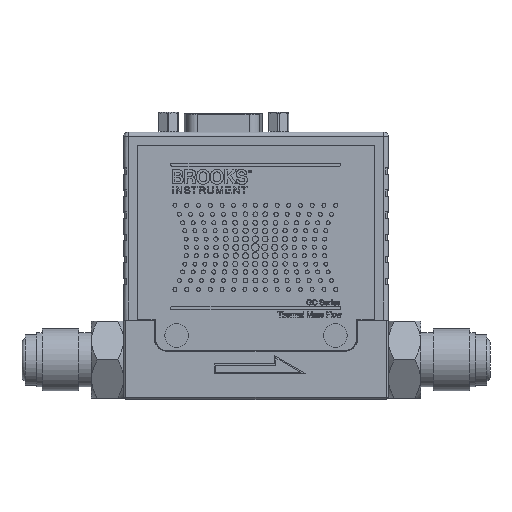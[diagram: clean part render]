
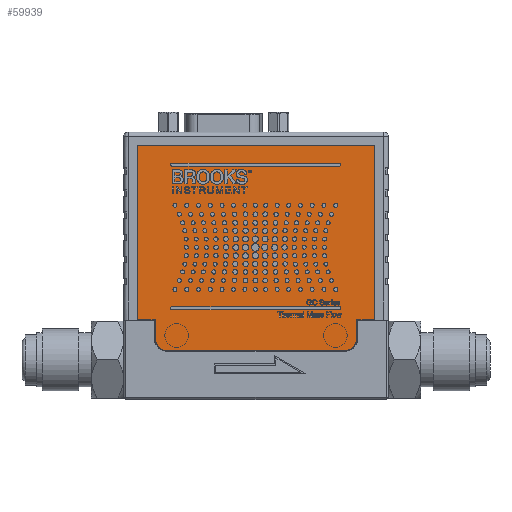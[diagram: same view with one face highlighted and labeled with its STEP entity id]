
A CAD part, top view. The second image highlights one B-rep face of the part: STEP entity #59939.
In plain terms, the highlighted planar face has unit normal (0, 0, 1).
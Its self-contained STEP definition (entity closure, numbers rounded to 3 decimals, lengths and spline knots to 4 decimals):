
#69 = VERTEX_POINT ( 'NONE', #14774 ) ;
#205 = CARTESIAN_POINT ( 'NONE',  ( 0.6596, 0.0882, 0.4961 ) ) ;
#2717 = VECTOR ( 'NONE', #42177, 39.3701 ) ;
#3295 = EDGE_CURVE ( 'NONE', #56648, #33496, #41474, .T. ) ;
#3621 = DIRECTION ( 'NONE',  ( 0., -1., 0. ) ) ;
#4394 = DIRECTION ( 'NONE',  ( -1., 0., 0. ) ) ;
#5592 = DIRECTION ( 'NONE',  ( 1., 0., 0. ) ) ;
#5687 = CARTESIAN_POINT ( 'NONE',  ( -0.9979, 0.079, 0.4961 ) ) ;
#7705 = LINE ( 'NONE', #67637, #72304 ) ;
#8325 = CARTESIAN_POINT ( 'NONE',  ( 0.7023, 0.1952, 0.4961 ) ) ;
#12042 = LINE ( 'NONE', #90219, #47332 ) ;
#12314 = EDGE_CURVE ( 'NONE', #33889, #85104, #67340, .T. ) ;
#12425 = CARTESIAN_POINT ( 'NONE',  ( 0.674, 0.1186, 0.4961 ) ) ;
#12690 = LINE ( 'NONE', #58402, #2717 ) ;
#14715 = ORIENTED_EDGE ( 'NONE', *, *, #12314, .T. ) ;
#14774 = CARTESIAN_POINT ( 'NONE',  ( -1.0965, 0.3569, 0.4961 ) ) ;
#16182 = ORIENTED_EDGE ( 'NONE', *, *, #73639, .T. ) ;
#22586 = EDGE_CURVE ( 'NONE', #47116, #52692, #29957, .T. ) ;
#23967 = ORIENTED_EDGE ( 'NONE', *, *, #3295, .T. ) ;
#24185 = EDGE_CURVE ( 'NONE', #64958, #57527, #52198, .T. ) ;
#24348 = ORIENTED_EDGE ( 'NONE', *, *, #22586, .T. ) ;
#24544 = CARTESIAN_POINT ( 'NONE',  ( 0.7023, 0.1952, 0.4961 ) ) ;
#25479 = LINE ( 'NONE', #34610, #92786 ) ;
#27148 = PLANE ( 'NONE',  #99274 ) ;
#29056 = DIRECTION ( 'NONE',  ( 1., 0., 0. ) ) ;
#29957 = LINE ( 'NONE', #59935, #68843 ) ;
#32456 = VECTOR ( 'NONE', #5592, 39.3701 ) ;
#33496 = VERTEX_POINT ( 'NONE', #5687 ) ;
#33889 = VERTEX_POINT ( 'NONE', #100490 ) ;
#34610 = CARTESIAN_POINT ( 'NONE',  ( -1.0965, 0.1186, 0.4961 ) ) ;
#35524 = CARTESIAN_POINT ( 'NONE',  ( -1.0965, 0.1952, 0.4961 ) ) ;
#36169 = EDGE_CURVE ( 'NONE', #41527, #33889, #12042, .T. ) ;
#37900 = CARTESIAN_POINT ( 'NONE',  ( -1.2557, 0.1186, 0.4961 ) ) ;
#38769 = CARTESIAN_POINT ( 'NONE',  ( 0.862, 1.9156, 0.4961 ) ) ;
#41474 = B_SPLINE_CURVE_WITH_KNOTS ( 'NONE', 3,
 ( #57364, #56860, #63957, #81177 ),
 .UNSPECIFIED., .F., .F.,
 ( 4, 4 ),
 ( 0., 0.0042 ),
 .UNSPECIFIED. ) ;
#41527 = VERTEX_POINT ( 'NONE', #38769 ) ;
#42177 = DIRECTION ( 'NONE',  ( 0., 1., 0. ) ) ;
#42358 = CARTESIAN_POINT ( 'NONE',  ( 0.7023, 0.3569, 0.4961 ) ) ;
#43707 = CARTESIAN_POINT ( 'NONE',  ( 0.674, 0.079, 0.4961 ) ) ;
#46074 = LINE ( 'NONE', #43707, #32456 ) ;
#46886 = CARTESIAN_POINT ( 'NONE',  ( 0.862, 0.1186, 0.4961 ) ) ;
#47116 = VERTEX_POINT ( 'NONE', #42358 ) ;
#47332 = VECTOR ( 'NONE', #4394, 39.3701 ) ;
#47453 = CARTESIAN_POINT ( 'NONE',  ( 0.7023, 0.1367, 0.4961 ) ) ;
#48297 = ORIENTED_EDGE ( 'NONE', *, *, #24185, .T. ) ;
#52198 = B_SPLINE_CURVE_WITH_KNOTS ( 'NONE', 3,
 ( #71289, #205, #47453, #8325 ),
 .UNSPECIFIED., .F., .F.,
 ( 4, 4 ),
 ( 0., 0.0042 ),
 .UNSPECIFIED. ) ;
#52553 = FACE_OUTER_BOUND ( 'NONE', #79589, .T. ) ;
#52692 = VERTEX_POINT ( 'NONE', #64276 ) ;
#54959 = EDGE_CURVE ( 'NONE', #52692, #41527, #98720, .T. ) ;
#56648 = VERTEX_POINT ( 'NONE', #35524 ) ;
#56860 = CARTESIAN_POINT ( 'NONE',  ( -1.0965, 0.1367, 0.4961 ) ) ;
#57364 = CARTESIAN_POINT ( 'NONE',  ( -1.0965, 0.1952, 0.4961 ) ) ;
#57527 = VERTEX_POINT ( 'NONE', #24544 ) ;
#57708 = EDGE_CURVE ( 'NONE', #57527, #47116, #12690, .T. ) ;
#58402 = CARTESIAN_POINT ( 'NONE',  ( 0.7023, 0.1186, 0.4961 ) ) ;
#59056 = VECTOR ( 'NONE', #98346, 39.3701 ) ;
#59935 = CARTESIAN_POINT ( 'NONE',  ( 0.674, 0.3569, 0.4961 ) ) ;
#59939 = ADVANCED_FACE ( 'NONE', ( #52553 ), #27148, .T. ) ;
#61073 = ORIENTED_EDGE ( 'NONE', *, *, #54959, .T. ) ;
#63957 = CARTESIAN_POINT ( 'NONE',  ( -1.0538, 0.0882, 0.4961 ) ) ;
#64276 = CARTESIAN_POINT ( 'NONE',  ( 0.862, 0.3569, 0.4961 ) ) ;
#64958 = VERTEX_POINT ( 'NONE', #65837 ) ;
#65837 = CARTESIAN_POINT ( 'NONE',  ( 0.6037, 0.079, 0.4961 ) ) ;
#66241 = DIRECTION ( 'NONE',  ( 0., 0., 1. ) ) ;
#66552 = DIRECTION ( 'NONE',  ( 1., 0., 0. ) ) ;
#67340 = LINE ( 'NONE', #37900, #59056 ) ;
#67637 = CARTESIAN_POINT ( 'NONE',  ( 0.674, 0.3569, 0.4961 ) ) ;
#68205 = DIRECTION ( 'NONE',  ( 0., 1., 0. ) ) ;
#68843 = VECTOR ( 'NONE', #66552, 39.3701 ) ;
#71289 = CARTESIAN_POINT ( 'NONE',  ( 0.6037, 0.079, 0.4961 ) ) ;
#72304 = VECTOR ( 'NONE', #29056, 39.3701 ) ;
#73639 = EDGE_CURVE ( 'NONE', #85104, #69, #7705, .T. ) ;
#73709 = ORIENTED_EDGE ( 'NONE', *, *, #84015, .T. ) ;
#79589 = EDGE_LOOP ( 'NONE', ( #48297, #96127, #24348, #61073, #90338, #14715, #16182, #73709, #23967, #82452 ) ) ;
#80032 = EDGE_CURVE ( 'NONE', #33496, #64958, #46074, .T. ) ;
#81177 = CARTESIAN_POINT ( 'NONE',  ( -0.9979, 0.079, 0.4961 ) ) ;
#82452 = ORIENTED_EDGE ( 'NONE', *, *, #80032, .T. ) ;
#82987 = DIRECTION ( 'NONE',  ( 1., 0., 0. ) ) ;
#84015 = EDGE_CURVE ( 'NONE', #69, #56648, #25479, .T. ) ;
#85104 = VERTEX_POINT ( 'NONE', #93970 ) ;
#90219 = CARTESIAN_POINT ( 'NONE',  ( 0.674, 1.9156, 0.4961 ) ) ;
#90338 = ORIENTED_EDGE ( 'NONE', *, *, #36169, .T. ) ;
#92786 = VECTOR ( 'NONE', #3621, 39.3701 ) ;
#93970 = CARTESIAN_POINT ( 'NONE',  ( -1.2557, 0.3569, 0.4961 ) ) ;
#96127 = ORIENTED_EDGE ( 'NONE', *, *, #57708, .T. ) ;
#98346 = DIRECTION ( 'NONE',  ( 0., -1., 0. ) ) ;
#98720 = LINE ( 'NONE', #46886, #100078 ) ;
#99274 = AXIS2_PLACEMENT_3D ( 'NONE', #12425, #66241, #82987 ) ;
#100078 = VECTOR ( 'NONE', #68205, 39.3701 ) ;
#100490 = CARTESIAN_POINT ( 'NONE',  ( -1.2557, 1.9156, 0.4961 ) ) ;
